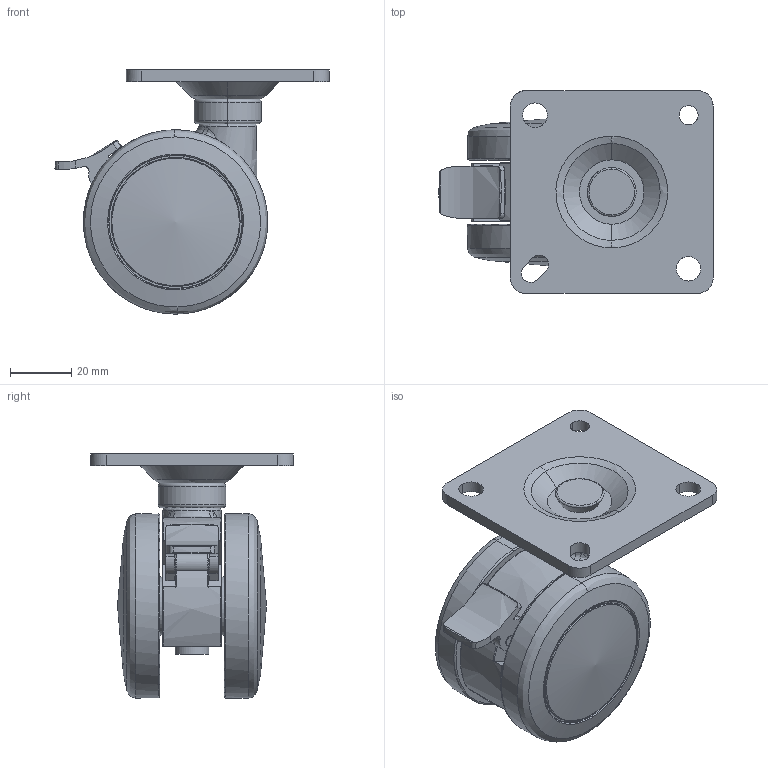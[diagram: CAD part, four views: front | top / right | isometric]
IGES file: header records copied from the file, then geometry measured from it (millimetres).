
Start section: ------------------------------------------------------------------------
Global section: file name: PC003.16728.TCA_A60SBF50X50_1631.igs; native system: spGate; preprocessor: ver18.9.1 (****-****-****-****); author: Unknown; organization: Unknown; date: 221104.144425; units: millimetre
Bounding box: 89.29 x 66 x 79.5 mm (x, y, z)
Volume: 111845.6 mm3; surface area: 48427.9 mm2
Topology: 5 solids, 5 shells, 268 faces, 636 edges, 385 vertices
Faces by surface type: bspline 268
